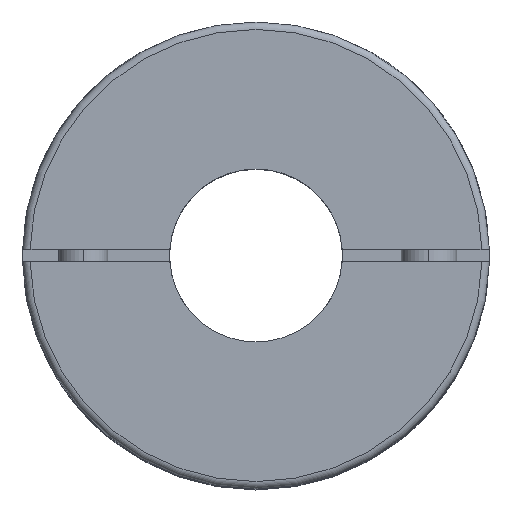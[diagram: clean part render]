
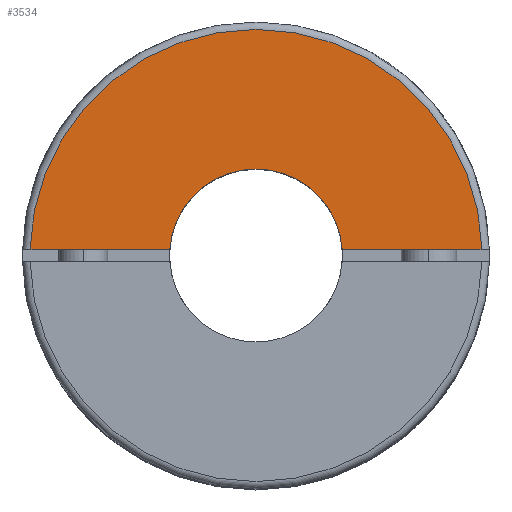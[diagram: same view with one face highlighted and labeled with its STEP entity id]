
A CAD part, top view. The second image highlights one B-rep face of the part: STEP entity #3534.
In plain terms, the highlighted planar face has unit normal (0, 0, 1).
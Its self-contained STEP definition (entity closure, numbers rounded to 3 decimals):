
#11 = LINE ( 'NONE', #2161, #5206 ) ;
#18 = EDGE_LOOP ( 'NONE', ( #1274, #1363, #4562, #5179 ) ) ;
#375 = CARTESIAN_POINT ( 'NONE',  ( 0., 18.3, 0. ) ) ;
#448 = CARTESIAN_POINT ( 'NONE',  ( 6.982, 0.5, 0. ) ) ;
#454 = EDGE_CURVE ( 'NONE', #5421, #4179, #1690, .T. ) ;
#1189 = DIRECTION ( 'NONE',  ( -1., 0., 0. ) ) ;
#1232 = CIRCLE ( 'NONE', #1762, 7. ) ;
#1274 = ORIENTED_EDGE ( 'NONE', *, *, #2756, .F. ) ;
#1363 = ORIENTED_EDGE ( 'NONE', *, *, #454, .F. ) ;
#1473 = DIRECTION ( 'NONE',  ( -1., 0., 0. ) ) ;
#1484 = VERTEX_POINT ( 'NONE', #3449 ) ;
#1690 = CIRCLE ( 'NONE', #4840, 18.3 ) ;
#1762 = AXIS2_PLACEMENT_3D ( 'NONE', #1942, #4517, #4963 ) ;
#1942 = CARTESIAN_POINT ( 'NONE',  ( 0., 0., 0. ) ) ;
#2161 = CARTESIAN_POINT ( 'NONE',  ( 18.9, 0.5, 0. ) ) ;
#2250 = VERTEX_POINT ( 'NONE', #448 ) ;
#2264 = CARTESIAN_POINT ( 'NONE',  ( -18.293, 0.5, 0. ) ) ;
#2449 = CARTESIAN_POINT ( 'NONE',  ( 0., 0., 0. ) ) ;
#2756 = EDGE_CURVE ( 'NONE', #4179, #2250, #5328, .T. ) ;
#2929 = FACE_OUTER_BOUND ( 'NONE', #18, .T. ) ;
#2991 = DIRECTION ( 'NONE',  ( 0., 0., -1. ) ) ;
#3111 = DIRECTION ( 'NONE',  ( 1., 0., 0. ) ) ;
#3361 = AXIS2_PLACEMENT_3D ( 'NONE', #375, #5097, #3111 ) ;
#3449 = CARTESIAN_POINT ( 'NONE',  ( -6.982, 0.5, 0. ) ) ;
#3534 = ADVANCED_FACE ( 'NONE', ( #2929 ), #4646, .T. ) ;
#3569 = CARTESIAN_POINT ( 'NONE',  ( 18.293, 0.5, 0. ) ) ;
#3886 = DIRECTION ( 'NONE',  ( -1., 0., 0. ) ) ;
#4179 = VERTEX_POINT ( 'NONE', #3569 ) ;
#4301 = EDGE_CURVE ( 'NONE', #1484, #2250, #1232, .T. ) ;
#4517 = DIRECTION ( 'NONE',  ( 0., 0., -1. ) ) ;
#4562 = ORIENTED_EDGE ( 'NONE', *, *, #5516, .F. ) ;
#4646 = PLANE ( 'NONE',  #3361 ) ;
#4681 = VECTOR ( 'NONE', #1473, 1000. ) ;
#4840 = AXIS2_PLACEMENT_3D ( 'NONE', #2449, #2991, #1189 ) ;
#4963 = DIRECTION ( 'NONE',  ( -1., 0., 0. ) ) ;
#5097 = DIRECTION ( 'NONE',  ( 0., 0., 1. ) ) ;
#5179 = ORIENTED_EDGE ( 'NONE', *, *, #4301, .T. ) ;
#5206 = VECTOR ( 'NONE', #3886, 1000. ) ;
#5273 = CARTESIAN_POINT ( 'NONE',  ( 18.9, 0.5, 0. ) ) ;
#5328 = LINE ( 'NONE', #5273, #4681 ) ;
#5421 = VERTEX_POINT ( 'NONE', #2264 ) ;
#5516 = EDGE_CURVE ( 'NONE', #1484, #5421, #11, .T. ) ;
